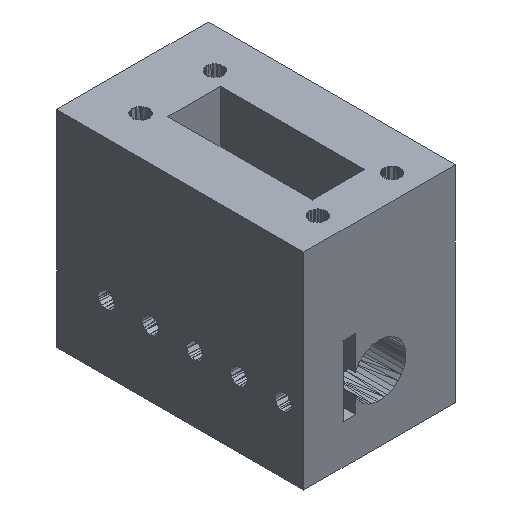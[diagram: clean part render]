
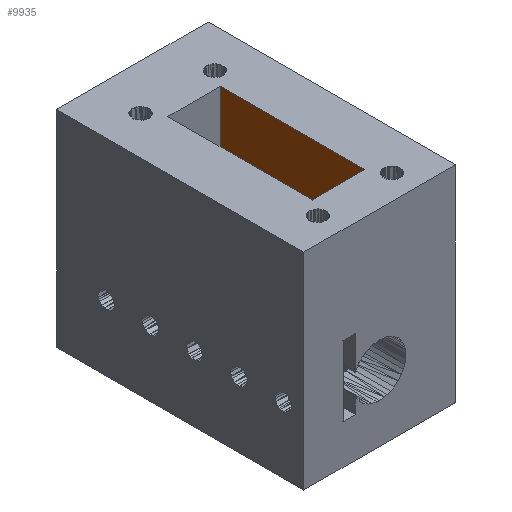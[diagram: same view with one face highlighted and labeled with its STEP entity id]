
A CAD part, isometric view. The second image highlights one B-rep face of the part: STEP entity #9935.
In plain terms, the highlighted free-form (B-spline) face has degree [1, 1] with [2, 2] control points.
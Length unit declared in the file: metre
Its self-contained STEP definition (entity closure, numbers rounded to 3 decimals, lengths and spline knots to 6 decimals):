
#13=ORIENTED_EDGE('',*,*,#2907,.T.);
#14=ORIENTED_EDGE('',*,*,#2908,.T.);
#15=ORIENTED_EDGE('',*,*,#2909,.F.);
#16=ORIENTED_EDGE('',*,*,#2910,.F.);
#2907=EDGE_CURVE('',#4354,#4355,#5204,.T.);
#2908=EDGE_CURVE('',#4355,#4356,#5205,.T.);
#2909=EDGE_CURVE('',#4357,#4356,#5206,.T.);
#2910=EDGE_CURVE('',#4354,#4357,#5207,.T.);
#4354=VERTEX_POINT('',#12003);
#4355=VERTEX_POINT('',#12004);
#4356=VERTEX_POINT('',#12006);
#4357=VERTEX_POINT('',#12008);
#5204=LINE('',#12002,#6650);
#5205=LINE('',#12005,#6651);
#5206=LINE('',#12007,#6652);
#5207=LINE('',#12009,#6653);
#6650=VECTOR('',#10551,1.);
#6651=VECTOR('',#10552,1.);
#6652=VECTOR('',#10553,1.);
#6653=VECTOR('',#10554,1.);
#8096=EDGE_LOOP('',(#13,#14,#15,#16));
#8715=FACE_BOUND('',#8096,.T.);
#9334=B_SPLINE_SURFACE_WITH_KNOTS('',1,1,((#11998,#11999),(#12000,#12001)),
 .PLANE_SURF.,.F.,.F.,.F.,(2,2),(2,2),(0.,1.),(0.,1.),.UNSPECIFIED.);
#9935=ADVANCED_FACE('',(#8715),#9334,.T.);
#10551=DIRECTION('',(0.,0.,1.));
#10552=DIRECTION('',(0.,1.,0.));
#10553=DIRECTION('',(0.,0.,1.));
#10554=DIRECTION('',(0.,1.,0.));
#11998=CARTESIAN_POINT('',(0.024747,-0.05175,0.0775));
#11999=CARTESIAN_POINT('',(0.024747,-0.05175,0.0225));
#12000=CARTESIAN_POINT('',(0.024747,-0.01325,0.0775));
#12001=CARTESIAN_POINT('',(0.024747,-0.01325,0.0225));
#12002=CARTESIAN_POINT('',(0.024747,-0.05,0.04106));
#12003=CARTESIAN_POINT('',(0.024747,-0.05,0.04106));
#12004=CARTESIAN_POINT('',(0.024747,-0.05,0.075));
#12005=CARTESIAN_POINT('',(0.024747,-0.03802,0.075));
#12006=CARTESIAN_POINT('',(0.024747,-0.015,0.075));
#12007=CARTESIAN_POINT('',(0.024747,-0.015,0.04106));
#12008=CARTESIAN_POINT('',(0.024747,-0.015,0.04106));
#12009=CARTESIAN_POINT('',(0.024747,-0.05,0.04106));
